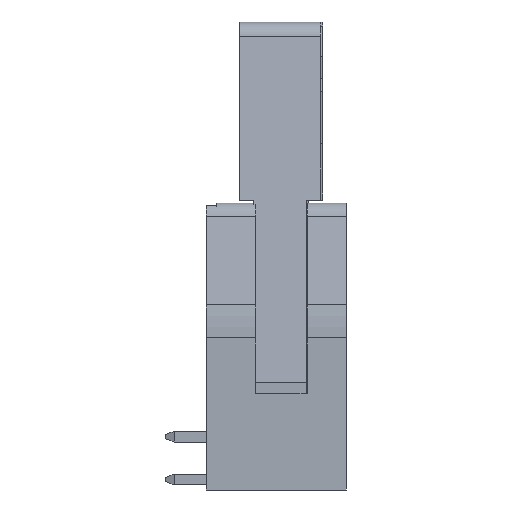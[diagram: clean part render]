
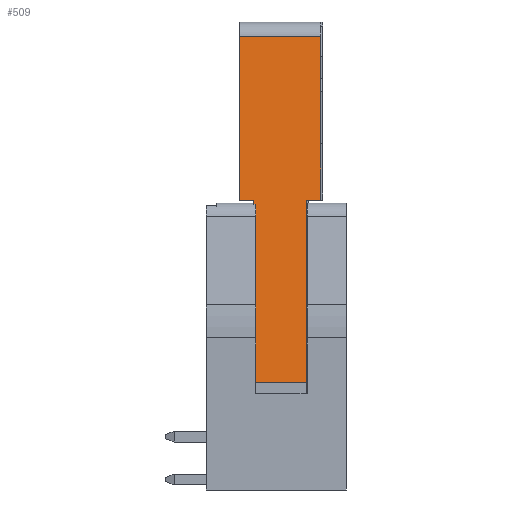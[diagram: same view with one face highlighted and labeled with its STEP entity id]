
A CAD part, left-side view. The second image highlights one B-rep face of the part: STEP entity #509.
In plain terms, the highlighted face is planar.
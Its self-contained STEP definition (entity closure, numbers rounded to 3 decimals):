
#509 = ADVANCED_FACE( '', ( #1117 ), #1118, .T. );
#1117 = FACE_OUTER_BOUND( '', #1908, .T. );
#1118 = PLANE( '', #1909 );
#1908 = EDGE_LOOP( '', ( #2924, #2925, #2926, #2927, #2928, #2929, #2930, #2931 ) );
#1909 = AXIS2_PLACEMENT_3D( '', #2932, #2933, #2934 );
#2924 = ORIENTED_EDGE( '', *, *, #5196, .T. );
#2925 = ORIENTED_EDGE( '', *, *, #5197, .F. );
#2926 = ORIENTED_EDGE( '', *, *, #5117, .T. );
#2927 = ORIENTED_EDGE( '', *, *, #5198, .T. );
#2928 = ORIENTED_EDGE( '', *, *, #5105, .F. );
#2929 = ORIENTED_EDGE( '', *, *, #5199, .F. );
#2930 = ORIENTED_EDGE( '', *, *, #5188, .T. );
#2931 = ORIENTED_EDGE( '', *, *, #5200, .F. );
#2932 = CARTESIAN_POINT( '', ( 2., -2.4, 14.239 ) );
#2933 = DIRECTION( '', ( 0.993, 0., 0.118 ) );
#2934 = DIRECTION( '', ( 0.118, 0., -0.993 ) );
#5105 = EDGE_CURVE( '', #6170, #6165, #6172, .T. );
#5117 = EDGE_CURVE( '', #6192, #6189, #6193, .F. );
#5188 = EDGE_CURVE( '', #6306, #6304, #6307, .T. );
#5196 = EDGE_CURVE( '', #6319, #6320, #6321, .T. );
#5197 = EDGE_CURVE( '', #6192, #6320, #6322, .T. );
#5198 = EDGE_CURVE( '', #6189, #6165, #6323, .T. );
#5199 = EDGE_CURVE( '', #6306, #6170, #6324, .T. );
#5200 = EDGE_CURVE( '', #6319, #6304, #6325, .T. );
#6165 = VERTEX_POINT( '', #7695 );
#6170 = VERTEX_POINT( '', #7702 );
#6172 = LINE( '', #7705, #7706 );
#6189 = VERTEX_POINT( '', #7730 );
#6192 = VERTEX_POINT( '', #7733 );
#6193 = LINE( '', #7734, #7735 );
#6304 = VERTEX_POINT( '', #7895 );
#6306 = VERTEX_POINT( '', #7898 );
#6307 = LINE( '', #7899, #7900 );
#6319 = VERTEX_POINT( '', #7917 );
#6320 = VERTEX_POINT( '', #7918 );
#6321 = LINE( '', #7919, #7920 );
#6322 = LINE( '', #7921, #7922 );
#6323 = LINE( '', #7923, #7924 );
#6324 = LINE( '', #7925, #7926 );
#6325 = LINE( '', #7927, #7928 );
#7695 = CARTESIAN_POINT( '', ( 3.368, -2.4, 2.703 ) );
#7702 = CARTESIAN_POINT( '', ( 3.368, -1.57, 2.703 ) );
#7705 = CARTESIAN_POINT( '', ( 3.368, -1.57, 2.703 ) );
#7706 = VECTOR( '', #9561, 1000. );
#7730 = CARTESIAN_POINT( '', ( 2.222, -2.4, 12.369 ) );
#7733 = CARTESIAN_POINT( '', ( 2.222, 2.4, 12.369 ) );
#7734 = CARTESIAN_POINT( '', ( 2.222, -2.4, 12.369 ) );
#7735 = VECTOR( '', #9572, 1000. );
#7895 = CARTESIAN_POINT( '', ( 4.65, 1.57, -8.11 ) );
#7898 = CARTESIAN_POINT( '', ( 4.65, -1.57, -8.11 ) );
#7899 = CARTESIAN_POINT( '', ( 4.65, -2.4, -8.11 ) );
#7900 = VECTOR( '', #9638, 1000. );
#7917 = CARTESIAN_POINT( '', ( 3.368, 1.57, 2.703 ) );
#7918 = CARTESIAN_POINT( '', ( 3.368, 2.4, 2.703 ) );
#7919 = CARTESIAN_POINT( '', ( 3.368, 1.57, 2.703 ) );
#7920 = VECTOR( '', #9644, 1000. );
#7921 = CARTESIAN_POINT( '', ( 2., 2.4, 14.239 ) );
#7922 = VECTOR( '', #9645, 1000. );
#7923 = CARTESIAN_POINT( '', ( 2., -2.4, 14.239 ) );
#7924 = VECTOR( '', #9646, 1000. );
#7925 = CARTESIAN_POINT( '', ( 3.368, -1.57, 2.703 ) );
#7926 = VECTOR( '', #9647, 1000. );
#7927 = CARTESIAN_POINT( '', ( 3.368, 1.57, 2.703 ) );
#7928 = VECTOR( '', #9648, 1000. );
#9561 = DIRECTION( '', ( 0., -1., 0. ) );
#9572 = DIRECTION( '', ( 0., 1., 0. ) );
#9638 = DIRECTION( '', ( 0., 1., 0. ) );
#9644 = DIRECTION( '', ( 0., 1., 0. ) );
#9645 = DIRECTION( '', ( 0.118, 0., -0.993 ) );
#9646 = DIRECTION( '', ( 0.118, 0., -0.993 ) );
#9647 = DIRECTION( '', ( -0.118, 0., 0.993 ) );
#9648 = DIRECTION( '', ( 0.118, 0., -0.993 ) );
